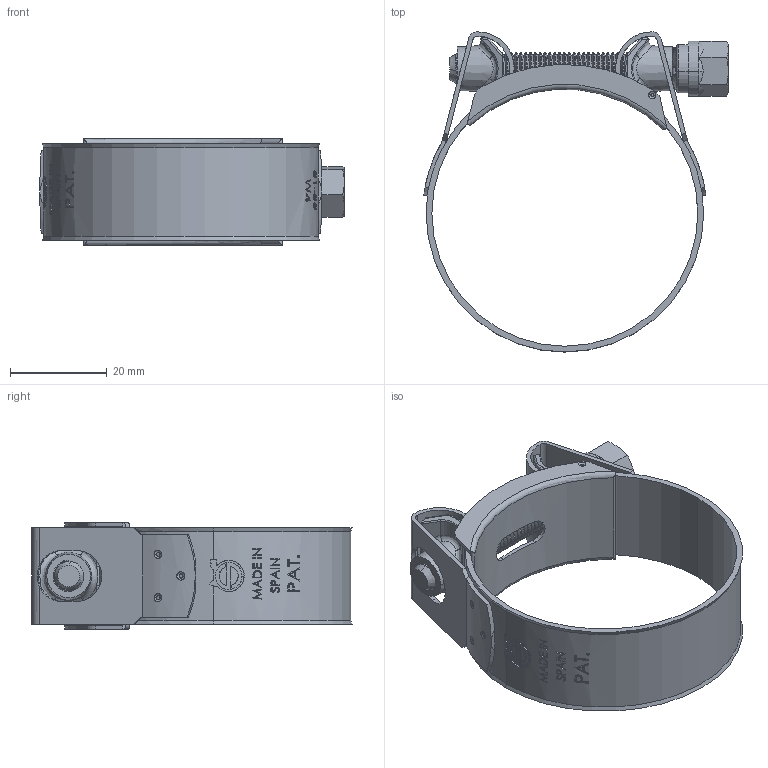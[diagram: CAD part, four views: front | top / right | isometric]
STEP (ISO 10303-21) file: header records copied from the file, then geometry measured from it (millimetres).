
FILE_DESCRIPTION (( 'STEP AP203' ), '1' );
FILE_NAME ('51-55W4.STEP', '2014-03-13T09:52:22', ( '' ), ( '' ), 'SwSTEP 2.0', 'SolidWorks 2014', '' );
FILE_SCHEMA (( 'CONFIG_CONTROL_DESIGN' ));
Length unit declared in the file: millimetre
Products named in the file (5): 202277_Cargol_M7x47_W4; 51-55_W4_TEULA_08x30; 51-55W4; 51-55_W4_CINTA_09x20; CASQUILLO_ROSCAT_M7_W4
Assembly tree (5 placements, depth 2):
  51-55W4
    51-55_W4_CINTA_09x20
    CASQUILLO_ROSCAT_M7_W4  x2
    202277_Cargol_M7x47_W4
    51-55_W4_TEULA_08x30
Bounding box: 62.93 x 66.22 x 22.1 mm (x, y, z)
Volume: 8551 mm3; surface area: 16226.1 mm2
Topology: 5 solids, 5 shells, 866 faces, 2329 edges, 1504 vertices
Faces by surface type: plane 285, cylinder 259, bspline 237, sphere 32, torus 29, cone 24
Entity records: 63772 total; most frequent: CARTESIAN_POINT 45791, ORIENTED_EDGE 4274, DIRECTION 2697, EDGE_CURVE 2137, VERTEX_POINT 1390, AXIS2_PLACEMENT_3D 988, EDGE_LOOP 845, B_SPLINE_CURVE_WITH_KNOTS 844
